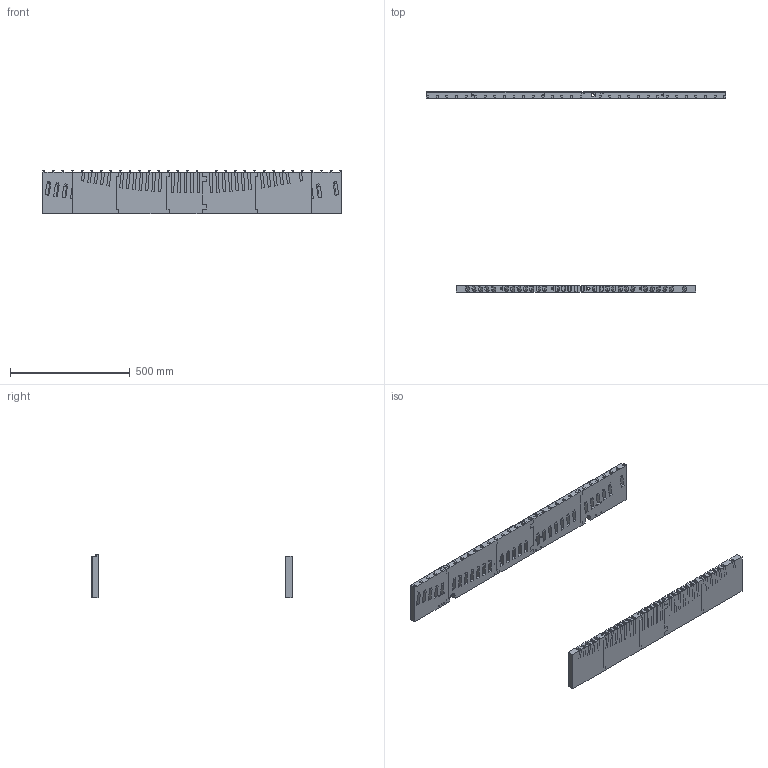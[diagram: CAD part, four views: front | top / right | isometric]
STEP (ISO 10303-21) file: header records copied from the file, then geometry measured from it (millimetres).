
FILE_DESCRIPTION(/* description */ ('STEP AP242','CAx-IF Rec.Pracs.---Representation and Presentation of Product Manufacturing Information (PMI)---4.0---2014-10-13','CAx-IF Rec.Pracs.---3D Tessellated Geometry---0.4---2014-09-14','2;1','CAx-IF Rec.Pracs.---User Defined Attributes---1.5---2016-08-15'),/* implementation_level */ '2;1');
FILE_NAME(/* name */ '6915eab823c4972bbd8be056',/* time_stamp */ '2025-11-13T14:27:06Z',/* author */ (''),/* organization */ (''),/* preprocessor_version */ 'ST-DEVELOPER v20',/* originating_system */ 'ONSHAPE BY PTC INC, 1.206',/* authorisation */ ' ');
FILE_SCHEMA (('AP242_MANAGED_MODEL_BASED_3D_ENGINEERING_MIM_LF { 1 0 10303 442 1 1 4 }'));
Products named in the file (15): pedal back left right; pedal front right right; pedal front left middle; pedal front left left; pedal front left right; pedal front right left; pedal back left left; pedal back right right; pedal back left middle; pedal back right left; pedal back left left cover; pedal back right right cover; pedal back left middle cover; pedal back right left cover; pedal back middle right cover
Bounding box: 1250 x 836 x 183 mm (x, y, z)
Volume: 8806512.9 mm3; surface area: 1724118.7 mm2
Topology: 15 solids, 15 shells, 2081 faces, 5810 edges, 3843 vertices
Faces by surface type: plane 1701, cylinder 380
Full cylindrical faces by diameter (mm): 1.6 x8, 3.2 x63, 3.5 x30, 4.27 x66, 6.5 x12, 12.65 x10
Entity records: 65611 total; most frequent: CARTESIAN_POINT 11524, ORIENTED_EDGE 11178, DIRECTION 10582, EDGE_CURVE 5589, LINE 4774, VECTOR 4774, VERTEX_POINT 3811, AXIS2_PLACEMENT_3D 2904
